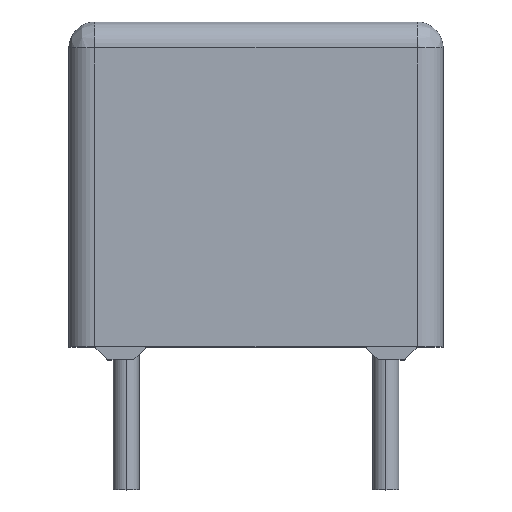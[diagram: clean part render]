
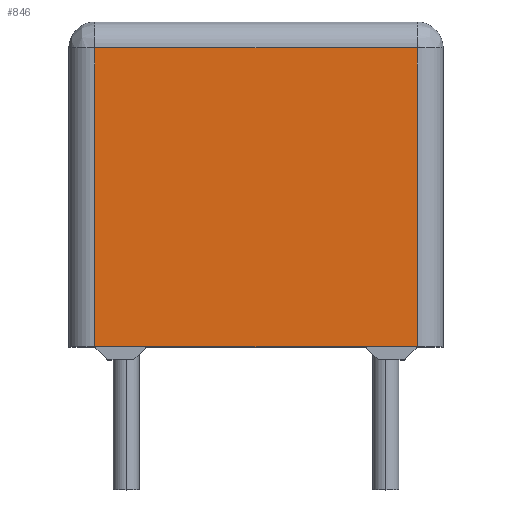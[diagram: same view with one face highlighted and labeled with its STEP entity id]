
A CAD part, top view. The second image highlights one B-rep face of the part: STEP entity #846.
In plain terms, the highlighted planar face has unit normal (0, 0, 1).
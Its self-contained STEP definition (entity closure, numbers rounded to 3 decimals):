
#42 = DIRECTION ( 'NONE',  ( 0., 1., 0. ) ) ;
#373 = DIRECTION ( 'NONE',  ( 1., 0., 0. ) ) ;
#405 = CARTESIAN_POINT ( 'NONE',  ( -3.6, 6.25, 1.25 ) ) ;
#425 = ORIENTED_EDGE ( 'NONE', *, *, #1771, .F. ) ;
#434 = VERTEX_POINT ( 'NONE', #1871 ) ;
#530 = VECTOR ( 'NONE', #42, 1000. ) ;
#551 = DIRECTION ( 'NONE',  ( -1., 0., 0. ) ) ;
#647 = VECTOR ( 'NONE', #1687, 1000. ) ;
#682 = LINE ( 'NONE', #853, #1888 ) ;
#691 = LINE ( 'NONE', #1377, #1185 ) ;
#767 = CARTESIAN_POINT ( 'NONE',  ( -3.1, 5.75, 1.25 ) ) ;
#846 = ADVANCED_FACE ( 'NONE', ( #1393 ), #2077, .F. ) ;
#853 = CARTESIAN_POINT ( 'NONE',  ( 3.1, 6.25, 1.25 ) ) ;
#1013 = CARTESIAN_POINT ( 'NONE',  ( 3.1, 0., 1.25 ) ) ;
#1047 = EDGE_LOOP ( 'NONE', ( #1229, #425, #2154, #1409 ) ) ;
#1055 = DIRECTION ( 'NONE',  ( 0., 0., -1. ) ) ;
#1185 = VECTOR ( 'NONE', #373, 1000. ) ;
#1229 = ORIENTED_EDGE ( 'NONE', *, *, #1826, .F. ) ;
#1238 = CARTESIAN_POINT ( 'NONE',  ( -3.1, 6.25, 1.25 ) ) ;
#1346 = VERTEX_POINT ( 'NONE', #1962 ) ;
#1360 = LINE ( 'NONE', #1700, #647 ) ;
#1377 = CARTESIAN_POINT ( 'NONE',  ( -3.6, 5.75, 1.25 ) ) ;
#1379 = VERTEX_POINT ( 'NONE', #1013 ) ;
#1393 = FACE_OUTER_BOUND ( 'NONE', #1047, .T. ) ;
#1409 = ORIENTED_EDGE ( 'NONE', *, *, #2013, .F. ) ;
#1659 = AXIS2_PLACEMENT_3D ( 'NONE', #405, #1055, #551 ) ;
#1687 = DIRECTION ( 'NONE',  ( -1., 0., 0. ) ) ;
#1700 = CARTESIAN_POINT ( 'NONE',  ( 0., 0., 1.25 ) ) ;
#1716 = LINE ( 'NONE', #1238, #530 ) ;
#1771 = EDGE_CURVE ( 'NONE', #1379, #1346, #1360, .T. ) ;
#1785 = EDGE_CURVE ( 'NONE', #434, #1379, #682, .T. ) ;
#1826 = EDGE_CURVE ( 'NONE', #1346, #2179, #1716, .T. ) ;
#1871 = CARTESIAN_POINT ( 'NONE',  ( 3.1, 5.75, 1.25 ) ) ;
#1888 = VECTOR ( 'NONE', #2033, 1000. ) ;
#1962 = CARTESIAN_POINT ( 'NONE',  ( -3.1, 0., 1.25 ) ) ;
#2013 = EDGE_CURVE ( 'NONE', #2179, #434, #691, .T. ) ;
#2033 = DIRECTION ( 'NONE',  ( 0., -1., 0. ) ) ;
#2077 = PLANE ( 'NONE',  #1659 ) ;
#2154 = ORIENTED_EDGE ( 'NONE', *, *, #1785, .F. ) ;
#2179 = VERTEX_POINT ( 'NONE', #767 ) ;
